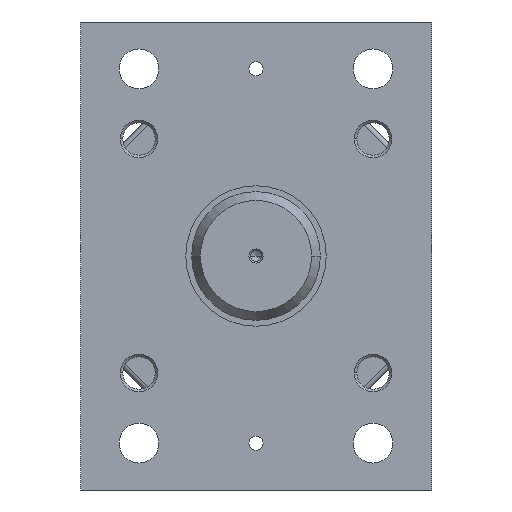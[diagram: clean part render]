
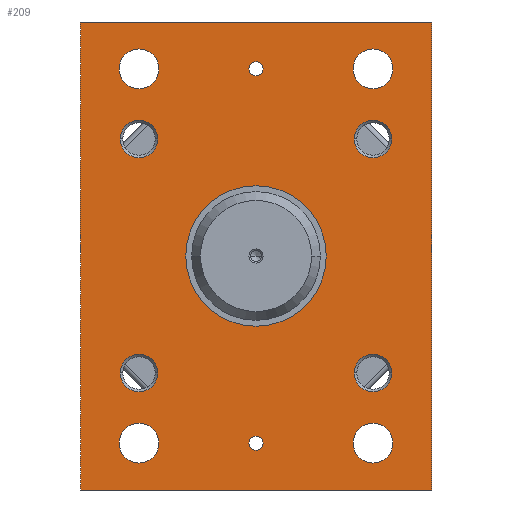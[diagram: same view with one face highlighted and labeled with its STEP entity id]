
A CAD part, left-side view. The second image highlights one B-rep face of the part: STEP entity #209.
In plain terms, the highlighted planar face has unit normal (-1, 0, 0).
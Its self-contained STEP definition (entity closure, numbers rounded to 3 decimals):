
#209=ADVANCED_FACE('',(#449,#450,#451,#452,#453,#454,#455,#456,#457,#458,#459,#460),#461,.F.);
#449=FACE_BOUND('',#715,.T.);
#450=FACE_BOUND('',#716,.T.);
#451=FACE_BOUND('',#717,.T.);
#452=FACE_BOUND('',#718,.T.);
#453=FACE_BOUND('',#719,.T.);
#454=FACE_BOUND('',#720,.T.);
#455=FACE_BOUND('',#721,.T.);
#456=FACE_BOUND('',#722,.T.);
#457=FACE_BOUND('',#723,.T.);
#458=FACE_BOUND('',#724,.T.);
#459=FACE_BOUND('',#725,.T.);
#460=FACE_OUTER_BOUND('',#726,.T.);
#461=PLANE('',#727);
#715=EDGE_LOOP('',(#1255,#1256));
#716=EDGE_LOOP('',(#1257,#1258));
#717=EDGE_LOOP('',(#1259,#1260));
#718=EDGE_LOOP('',(#1261,#1262));
#719=EDGE_LOOP('',(#1263,#1264));
#720=EDGE_LOOP('',(#1265,#1266));
#721=EDGE_LOOP('',(#1267,#1268));
#722=EDGE_LOOP('',(#1269,#1270));
#723=EDGE_LOOP('',(#1271,#1272));
#724=EDGE_LOOP('',(#1273,#1274));
#725=EDGE_LOOP('',(#1275,#1276));
#726=EDGE_LOOP('',(#1277,#1278,#1279,#1280));
#727=AXIS2_PLACEMENT_3D('',#1281,#1282,#1283);
#1255=ORIENTED_EDGE('',*,*,#1599,.T.);
#1256=ORIENTED_EDGE('',*,*,#1683,.T.);
#1257=ORIENTED_EDGE('',*,*,#1684,.T.);
#1258=ORIENTED_EDGE('',*,*,#1496,.T.);
#1259=ORIENTED_EDGE('',*,*,#1614,.T.);
#1260=ORIENTED_EDGE('',*,*,#1672,.T.);
#1261=ORIENTED_EDGE('',*,*,#1637,.T.);
#1262=ORIENTED_EDGE('',*,*,#1685,.T.);
#1263=ORIENTED_EDGE('',*,*,#1573,.T.);
#1264=ORIENTED_EDGE('',*,*,#1531,.T.);
#1265=ORIENTED_EDGE('',*,*,#1558,.T.);
#1266=ORIENTED_EDGE('',*,*,#1620,.T.);
#1267=ORIENTED_EDGE('',*,*,#1474,.T.);
#1268=ORIENTED_EDGE('',*,*,#1664,.T.);
#1269=ORIENTED_EDGE('',*,*,#1534,.T.);
#1270=ORIENTED_EDGE('',*,*,#1568,.T.);
#1271=ORIENTED_EDGE('',*,*,#1686,.T.);
#1272=ORIENTED_EDGE('',*,*,#1546,.T.);
#1273=ORIENTED_EDGE('',*,*,#1676,.T.);
#1274=ORIENTED_EDGE('',*,*,#1687,.T.);
#1275=ORIENTED_EDGE('',*,*,#1627,.T.);
#1276=ORIENTED_EDGE('',*,*,#1680,.T.);
#1277=ORIENTED_EDGE('',*,*,#1688,.T.);
#1278=ORIENTED_EDGE('',*,*,#1689,.T.);
#1279=ORIENTED_EDGE('',*,*,#1593,.T.);
#1280=ORIENTED_EDGE('',*,*,#1661,.T.);
#1281=CARTESIAN_POINT('',(-20.0,0.0,0.0));
#1282=DIRECTION('',(1.0,0.0,0.));
#1283=DIRECTION('',(0.,0.0,-1.0));
#1474=EDGE_CURVE('',#1738,#1736,#1739,.T.);
#1496=EDGE_CURVE('',#1771,#1769,#1772,.T.);
#1531=EDGE_CURVE('',#1824,#1828,#1830,.T.);
#1534=EDGE_CURVE('',#1835,#1833,#1836,.T.);
#1546=EDGE_CURVE('',#1851,#1855,#1857,.T.);
#1558=EDGE_CURVE('',#1873,#1871,#1874,.T.);
#1568=EDGE_CURVE('',#1833,#1835,#1889,.T.);
#1573=EDGE_CURVE('',#1828,#1824,#1894,.T.);
#1593=EDGE_CURVE('',#1925,#1923,#1926,.T.);
#1599=EDGE_CURVE('',#1930,#1934,#1936,.T.);
#1614=EDGE_CURVE('',#1955,#1959,#1961,.T.);
#1620=EDGE_CURVE('',#1871,#1873,#1969,.T.);
#1627=EDGE_CURVE('',#1978,#1976,#1979,.T.);
#1637=EDGE_CURVE('',#1988,#1992,#1994,.T.);
#1661=EDGE_CURVE('',#1923,#2025,#2027,.T.);
#1664=EDGE_CURVE('',#1736,#1738,#2030,.T.);
#1672=EDGE_CURVE('',#1959,#1955,#2038,.T.);
#1676=EDGE_CURVE('',#2043,#2041,#2044,.T.);
#1680=EDGE_CURVE('',#1976,#1978,#2048,.T.);
#1683=EDGE_CURVE('',#1934,#1930,#2051,.T.);
#1684=EDGE_CURVE('',#1769,#1771,#2052,.T.);
#1685=EDGE_CURVE('',#1992,#1988,#2053,.T.);
#1686=EDGE_CURVE('',#1855,#1851,#2054,.T.);
#1687=EDGE_CURVE('',#2041,#2043,#2055,.T.);
#1688=EDGE_CURVE('',#2025,#2056,#2057,.T.);
#1689=EDGE_CURVE('',#2056,#1925,#2058,.T.);
#1736=VERTEX_POINT('',#2110);
#1738=VERTEX_POINT('',#2113);
#1739=CIRCLE('',#2114,8.5);
#1769=VERTEX_POINT('',#2151);
#1771=VERTEX_POINT('',#2154);
#1772=CIRCLE('',#2155,8.0);
#1824=VERTEX_POINT('',#2214);
#1828=VERTEX_POINT('',#2219);
#1830=CIRCLE('',#2222,3.0);
#1833=VERTEX_POINT('',#2225);
#1835=VERTEX_POINT('',#2228);
#1836=CIRCLE('',#2229,8.5);
#1851=VERTEX_POINT('',#2247);
#1855=VERTEX_POINT('',#2252);
#1857=CIRCLE('',#2255,8.5);
#1871=VERTEX_POINT('',#2271);
#1873=VERTEX_POINT('',#2274);
#1874=CIRCLE('',#2275,3.0);
#1889=CIRCLE('',#2293,8.5);
#1894=CIRCLE('',#2298,3.0);
#1923=VERTEX_POINT('',#2331);
#1925=VERTEX_POINT('',#2334);
#1926=LINE('',#2335,#2336);
#1930=VERTEX_POINT('',#2341);
#1934=VERTEX_POINT('',#2346);
#1936=CIRCLE('',#2349,8.0);
#1955=VERTEX_POINT('',#2372);
#1959=VERTEX_POINT('',#2377);
#1961=CIRCLE('',#2380,8.0);
#1969=CIRCLE('',#2390,3.0);
#1976=VERTEX_POINT('',#2399);
#1978=VERTEX_POINT('',#2402);
#1979=CIRCLE('',#2403,30.0);
#1988=VERTEX_POINT('',#2413);
#1992=VERTEX_POINT('',#2418);
#1994=CIRCLE('',#2421,8.0);
#2025=VERTEX_POINT('',#2458);
#2027=LINE('',#2461,#2462);
#2030=CIRCLE('',#2465,8.5);
#2038=CIRCLE('',#2473,8.0);
#2041=VERTEX_POINT('',#2476);
#2043=VERTEX_POINT('',#2479);
#2044=CIRCLE('',#2480,8.5);
#2048=CIRCLE('',#2485,30.0);
#2051=CIRCLE('',#2488,8.0);
#2052=CIRCLE('',#2489,8.0);
#2053=CIRCLE('',#2490,8.0);
#2054=CIRCLE('',#2491,8.5);
#2055=CIRCLE('',#2492,8.5);
#2056=VERTEX_POINT('',#2493);
#2057=LINE('',#2494,#2495);
#2058=LINE('',#2496,#2497);
#2110=CARTESIAN_POINT('',(-20.0,50.0,-88.5));
#2113=CARTESIAN_POINT('',(-20.0,50.0,-71.5));
#2114=AXIS2_PLACEMENT_3D('',#2550,#2551,#2552);
#2151=CARTESIAN_POINT('',(-20.0,-42.0,-50.0));
#2154=CARTESIAN_POINT('',(-20.0,-58.0,-50.0));
#2155=AXIS2_PLACEMENT_3D('',#2582,#2583,#2584);
#2214=CARTESIAN_POINT('',(-20.0,0.,-83.0));
#2219=CARTESIAN_POINT('',(-20.0,0.,-77.0));
#2222=AXIS2_PLACEMENT_3D('',#2648,#2649,#2650);
#2225=CARTESIAN_POINT('',(-20.0,-50.0,-88.5));
#2228=CARTESIAN_POINT('',(-20.0,-50.0,-71.5));
#2229=AXIS2_PLACEMENT_3D('',#2652,#2653,#2654);
#2247=CARTESIAN_POINT('',(-20.0,50.0,71.5));
#2252=CARTESIAN_POINT('',(-20.0,50.0,88.5));
#2255=AXIS2_PLACEMENT_3D('',#2672,#2673,#2674);
#2271=CARTESIAN_POINT('',(-20.0,0.,77.0));
#2274=CARTESIAN_POINT('',(-20.0,0.,83.0));
#2275=AXIS2_PLACEMENT_3D('',#2690,#2691,#2692);
#2293=AXIS2_PLACEMENT_3D('',#2708,#2709,#2710);
#2298=AXIS2_PLACEMENT_3D('',#2717,#2718,#2719);
#2331=CARTESIAN_POINT('',(-20.0,75.0,100.0));
#2334=CARTESIAN_POINT('',(-20.0,-75.0,100.0));
#2335=CARTESIAN_POINT('',(-20.0,0.0,100.0));
#2336=VECTOR('',#2761,1.0);
#2341=CARTESIAN_POINT('',(-20.0,58.0,-50.0));
#2346=CARTESIAN_POINT('',(-20.0,42.0,-50.0));
#2349=AXIS2_PLACEMENT_3D('',#2768,#2769,#2770);
#2372=CARTESIAN_POINT('',(-20.0,58.0,50.0));
#2377=CARTESIAN_POINT('',(-20.0,42.0,50.0));
#2380=AXIS2_PLACEMENT_3D('',#2792,#2793,#2794);
#2390=AXIS2_PLACEMENT_3D('',#2800,#2801,#2802);
#2399=CARTESIAN_POINT('',(-20.0,0.,-30.0));
#2402=CARTESIAN_POINT('',(-20.0,0.,30.0));
#2403=AXIS2_PLACEMENT_3D('',#2809,#2810,#2811);
#2413=CARTESIAN_POINT('',(-20.0,-42.0,50.0));
#2418=CARTESIAN_POINT('',(-20.0,-58.0,50.0));
#2421=AXIS2_PLACEMENT_3D('',#2824,#2825,#2826);
#2458=CARTESIAN_POINT('',(-20.0,75.0,-100.0));
#2461=CARTESIAN_POINT('',(-20.0,75.0,0.0));
#2462=VECTOR('',#2864,1.0);
#2465=AXIS2_PLACEMENT_3D('',#2865,#2866,#2867);
#2473=AXIS2_PLACEMENT_3D('',#2877,#2878,#2879);
#2476=CARTESIAN_POINT('',(-20.0,-50.0,71.5));
#2479=CARTESIAN_POINT('',(-20.0,-50.0,88.5));
#2480=AXIS2_PLACEMENT_3D('',#2884,#2885,#2886);
#2485=AXIS2_PLACEMENT_3D('',#2891,#2892,#2893);
#2488=AXIS2_PLACEMENT_3D('',#2894,#2895,#2896);
#2489=AXIS2_PLACEMENT_3D('',#2897,#2898,#2899);
#2490=AXIS2_PLACEMENT_3D('',#2900,#2901,#2902);
#2491=AXIS2_PLACEMENT_3D('',#2903,#2904,#2905);
#2492=AXIS2_PLACEMENT_3D('',#2906,#2907,#2908);
#2493=CARTESIAN_POINT('',(-20.0,-75.0,-100.0));
#2494=CARTESIAN_POINT('',(-20.0,0.0,-100.0));
#2495=VECTOR('',#2909,1.0);
#2496=CARTESIAN_POINT('',(-20.0,-75.0,0.0));
#2497=VECTOR('',#2910,1.0);
#2550=CARTESIAN_POINT('',(-20.0,50.0,-80.0));
#2551=DIRECTION('',(1.0,0.0,0.));
#2552=DIRECTION('',(0.,0.0,-1.0));
#2582=CARTESIAN_POINT('',(-20.0,-50.0,-50.0));
#2583=DIRECTION('',(1.0,-0.0,0.));
#2584=DIRECTION('',(0.0,1.0,0.0));
#2648=CARTESIAN_POINT('',(-20.0,0.0,-80.0));
#2649=DIRECTION('',(1.0,0.0,0.));
#2650=DIRECTION('',(0.,0.0,-1.0));
#2652=CARTESIAN_POINT('',(-20.0,-50.0,-80.0));
#2653=DIRECTION('',(1.0,0.0,0.));
#2654=DIRECTION('',(0.,0.0,-1.0));
#2672=CARTESIAN_POINT('',(-20.0,50.0,80.0));
#2673=DIRECTION('',(1.0,0.0,0.));
#2674=DIRECTION('',(0.,0.0,-1.0));
#2690=CARTESIAN_POINT('',(-20.0,0.0,80.0));
#2691=DIRECTION('',(1.0,0.0,0.));
#2692=DIRECTION('',(0.,0.0,-1.0));
#2708=CARTESIAN_POINT('',(-20.0,-50.0,-80.0));
#2709=DIRECTION('',(1.0,0.0,0.));
#2710=DIRECTION('',(0.,0.0,-1.0));
#2717=CARTESIAN_POINT('',(-20.0,0.0,-80.0));
#2718=DIRECTION('',(1.0,0.0,0.));
#2719=DIRECTION('',(0.,0.0,-1.0));
#2761=DIRECTION('',(0.0,1.0,0.0));
#2768=CARTESIAN_POINT('',(-20.0,50.0,-50.0));
#2769=DIRECTION('',(1.0,-0.0,0.));
#2770=DIRECTION('',(0.0,1.0,0.0));
#2792=CARTESIAN_POINT('',(-20.0,50.0,50.0));
#2793=DIRECTION('',(1.0,-0.0,0.));
#2794=DIRECTION('',(0.0,1.0,0.0));
#2800=CARTESIAN_POINT('',(-20.0,0.0,80.0));
#2801=DIRECTION('',(1.0,0.0,0.));
#2802=DIRECTION('',(0.,0.0,-1.0));
#2809=CARTESIAN_POINT('',(-20.0,0.0,0.0));
#2810=DIRECTION('',(1.0,0.0,0.));
#2811=DIRECTION('',(0.,0.0,-1.0));
#2824=CARTESIAN_POINT('',(-20.0,-50.0,50.0));
#2825=DIRECTION('',(1.0,-0.0,0.));
#2826=DIRECTION('',(0.0,1.0,0.0));
#2864=DIRECTION('',(0.,0.0,-1.0));
#2865=CARTESIAN_POINT('',(-20.0,50.0,-80.0));
#2866=DIRECTION('',(1.0,0.0,0.));
#2867=DIRECTION('',(0.,0.0,-1.0));
#2877=CARTESIAN_POINT('',(-20.0,50.0,50.0));
#2878=DIRECTION('',(1.0,-0.0,0.));
#2879=DIRECTION('',(0.0,1.0,0.0));
#2884=CARTESIAN_POINT('',(-20.0,-50.0,80.0));
#2885=DIRECTION('',(1.0,0.0,0.));
#2886=DIRECTION('',(0.,0.0,-1.0));
#2891=CARTESIAN_POINT('',(-20.0,0.0,0.0));
#2892=DIRECTION('',(1.0,0.0,0.));
#2893=DIRECTION('',(0.,0.0,-1.0));
#2894=CARTESIAN_POINT('',(-20.0,50.0,-50.0));
#2895=DIRECTION('',(1.0,-0.0,0.));
#2896=DIRECTION('',(0.0,1.0,0.0));
#2897=CARTESIAN_POINT('',(-20.0,-50.0,-50.0));
#2898=DIRECTION('',(1.0,-0.0,0.));
#2899=DIRECTION('',(0.0,1.0,0.0));
#2900=CARTESIAN_POINT('',(-20.0,-50.0,50.0));
#2901=DIRECTION('',(1.0,-0.0,0.));
#2902=DIRECTION('',(0.0,1.0,0.0));
#2903=CARTESIAN_POINT('',(-20.0,50.0,80.0));
#2904=DIRECTION('',(1.0,0.0,0.));
#2905=DIRECTION('',(0.,0.0,-1.0));
#2906=CARTESIAN_POINT('',(-20.0,-50.0,80.0));
#2907=DIRECTION('',(1.0,0.0,0.));
#2908=DIRECTION('',(0.,0.0,-1.0));
#2909=DIRECTION('',(0.0,-1.0,0.0));
#2910=DIRECTION('',(0.,0.0,1.0));
